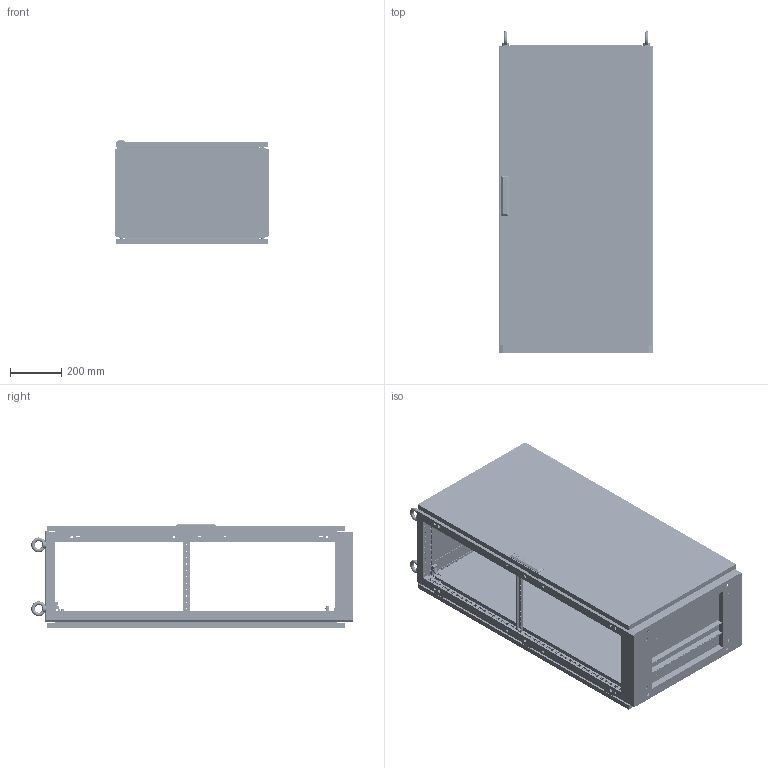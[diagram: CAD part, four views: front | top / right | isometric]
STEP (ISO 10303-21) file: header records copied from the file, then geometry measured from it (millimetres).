
FILE_DESCRIPTION (( 'STEP AP214' ), '1' );
FILE_NAME ('0395-6012-40-17.step', '2022-07-12T05:16:27', ( '' ), ( '' ), 'SwSTEP 2.0', 'SolidWorks 2019', '' );
FILE_SCHEMA (( 'AUTOMOTIVE_DESIGN' ));
Length unit declared in the file: millimetre
Products named in the file (16): Tiefenstrebe_s_0396-0006-40-00; Rueckwand_s_0395-6012-03-97; rasthalterung_li_s; 0395-6012-40-17; Dachplatte_as_0395-6000-40-07; Bodenplattensatz_s_0396-6000-40-03; TuerR_s_0395-6012-00-97; MPGleitschuh_s; Korpus_as_6012-40; arretierwinkel_re_s; MontageplatteKPL_s_0348-6012-00-13; 3080-9036-03-48 Schutzleiterschraube; Montageplatte_s_6012; MontageplatteZubehoer_s; rasthalterung_re_s; arretierwinkel_li_s
Assembly tree (17 placements, depth 4):
  0395-6012-40-17
    Korpus_as_6012-40
    TuerR_s_0395-6012-00-97
    Dachplatte_as_0395-6000-40-07
    Rueckwand_s_0395-6012-03-97
    Bodenplattensatz_s_0396-6000-40-03
    MontageplatteKPL_s_0348-6012-00-13
      Montageplatte_s_6012
      MontageplatteZubehoer_s
        arretierwinkel_li_s
        arretierwinkel_re_s
        rasthalterung_li_s
        rasthalterung_re_s
        3080-9036-03-48 Schutzleiterschraube
        MPGleitschuh_s  x2
    Tiefenstrebe_s_0396-0006-40-00  x2
Bounding box: 600 x 1257.99 x 408.5 mm (x, y, z)
Volume: 8528632 mm3; surface area: 8263002.3 mm2
Topology: 76 solids, 76 shells, 7410 faces, 20299 edges, 13434 vertices
Faces by surface type: plane 4521, cylinder 2578, cone 267, torus 24, bspline 20
Entity records: 269477 total; most frequent: CARTESIAN_POINT 43226, ORIENTED_EDGE 40014, DIRECTION 39649, EDGE_CURVE 20007, LINE 14159, VECTOR 14159, VERTEX_POINT 13242, AXIS2_PLACEMENT_3D 12745
